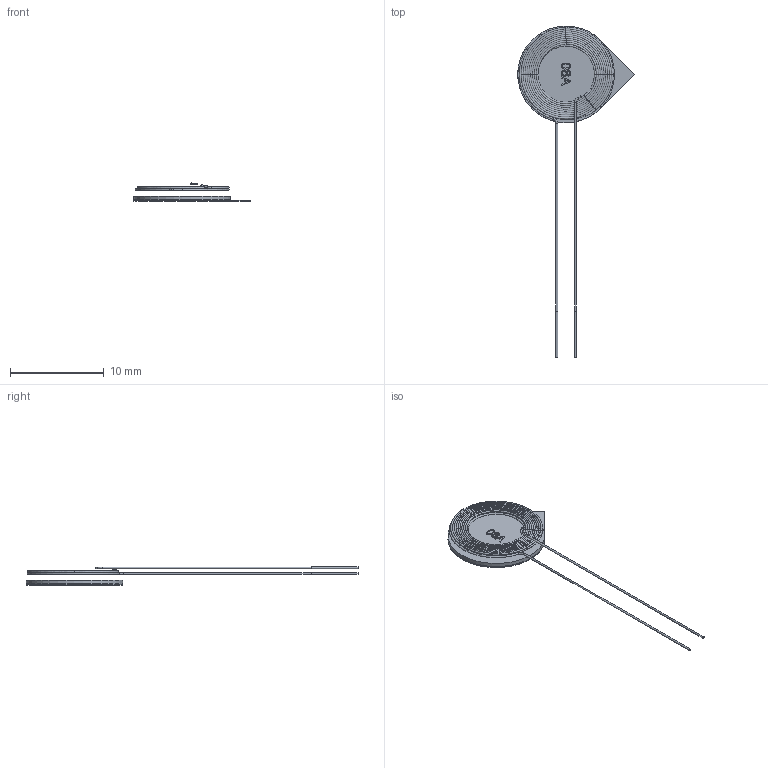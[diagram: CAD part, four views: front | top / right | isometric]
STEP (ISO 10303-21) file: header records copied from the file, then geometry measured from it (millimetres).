
FILE_DESCRIPTION(/* description */ ('Unknown'),/* implementation_level */ '2;1');
FILE_NAME(/* name */ '760308101208',/* time_stamp */ '2022-03-11T10:47:19+01:00',/* author */ ('Unknown'),/* organization */ ('Unknown'),/* preprocessor_version */ 'ST-DEVELOPER v16.7',/* originating_system */ 'Solid Edge',/* authorisation */ 'Unknown');
FILE_SCHEMA (('AUTOMOTIVE_DESIGN {1 0 10303 214 3 1 1}'));
Length unit declared in the file: millimetre
Products named in the file (1): 760308101208
Bounding box: 12.4 x 35.35 x 1.92 mm (x, y, z)
Volume: 59.6 mm3; surface area: 843.7 mm2
Topology: 5 solids, 5 shells, 115 faces, 275 edges, 179 vertices
Faces by surface type: bspline 62, plane 30, torus 16, cylinder 7
Full cylindrical faces by diameter (mm): 0.19 x2, 0.2 x2, 10.3 x2
Entity records: 9147 total; most frequent: CARTESIAN_POINT 6562, ORIENTED_EDGE 336, DIRECTION 246, EDGE_LOOP 204, FACE_BOUND 204, EDGE_CURVE 168, VERTEX_POINT 150, ADVANCED_FACE 115
